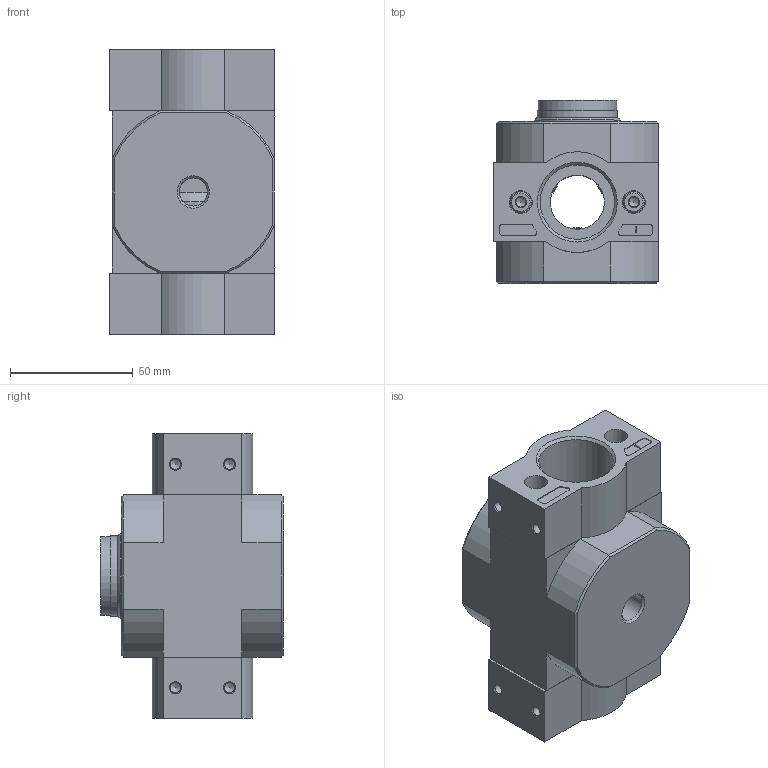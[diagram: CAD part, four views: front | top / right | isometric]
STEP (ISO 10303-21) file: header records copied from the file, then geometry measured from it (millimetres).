
FILE_DESCRIPTION(/* description */ ('STEP AP214'),/* implementation_level */ '2;1');
FILE_NAME(/* name */ '164956_FRM-1-D-MAXI',/* time_stamp */ '2024-08-28T18:45:50+02:00',/* author */ ('License CC BY-ND 4.0'),/* organization */ ('CADENAS'),/* preprocessor_version */ 'ST-DEVELOPER v19.3',/* originating_system */ 'PARTsolutions',/* authorisation */ ' ');
FILE_SCHEMA (('AUTOMOTIVE_DESIGN {1 0 10303 214 3 1 1}'));
Length unit declared in the file: millimetre
Products named in the file (8): 164956 FRM-1-D-MAXI; 724701 FRM-...-D-MAXI; 373059 LF-D-MAXI; 380315 PBL-1-D-MAXI-R---(0) p1; DIN-912 - M5x20(F); 380313 PBL-1-D-MAXI-L---(1) p1; DIN-908 G3/4A; 531775 OK-3/4
Assembly tree (11 placements, depth 2):
  164956 FRM-1-D-MAXI
    724701 FRM-...-D-MAXI
    373059 LF-D-MAXI  x2
    380315 PBL-1-D-MAXI-R---(0) p1
    DIN-912 - M5x20(F)  x4
    380313 PBL-1-D-MAXI-L---(1) p1
    DIN-908 G3/4A
    531775 OK-3/4
Bounding box: 67.1 x 74.45 x 116 mm (x, y, z)
Volume: 306609.5 mm3; surface area: 71108.9 mm2
Topology: 11 solids, 11 shells, 391 faces, 871 edges, 533 vertices
Faces by surface type: plane 179, cone 114, cylinder 95, torus 3
Full cylindrical faces by diameter (mm): 4.134 x8, 5 x4, 7 x4, 7.3 x2, 8.5 x4, 11.445 x1, 14.7 x1, 22 x2, 22.7 x1, 23.3 x1, 24.117 x1, 26.441 x1, 26.7 x1, 30 x2, 30.291 x2, 32 x2, 32.6 x1, 34 x1, 35 x1, 62 x1
Entity records: 8978 total; most frequent: CARTESIAN_POINT 1495, DIRECTION 1410, ORIENTED_EDGE 1176, EDGE_CURVE 588, AXIS2_PLACEMENT_3D 560, FACE_BOUND 433, VERTEX_POINT 427, EDGE_LOOP 425
